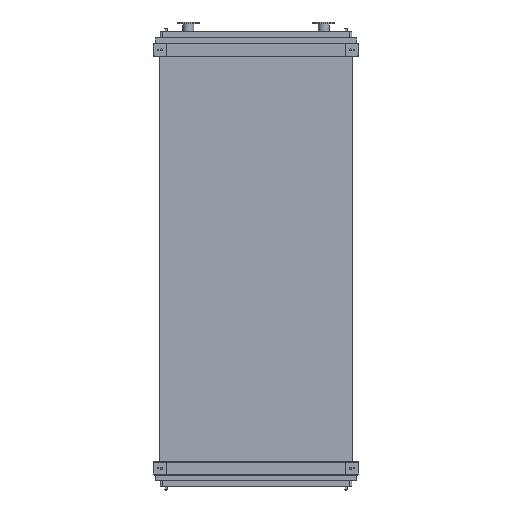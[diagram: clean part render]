
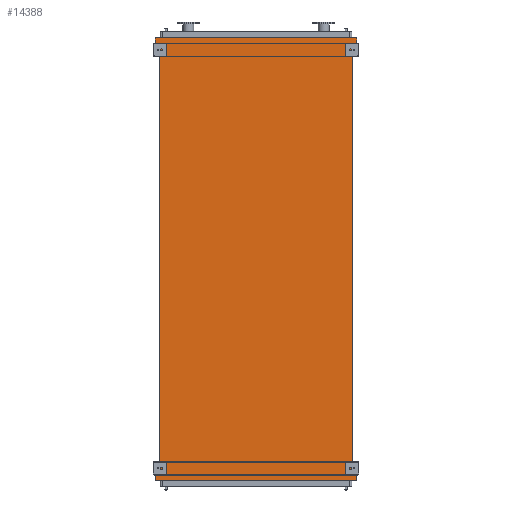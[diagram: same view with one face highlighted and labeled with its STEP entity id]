
A CAD part, front view. The second image highlights one B-rep face of the part: STEP entity #14388.
In plain terms, the highlighted planar face has unit normal (0, -1, 0).
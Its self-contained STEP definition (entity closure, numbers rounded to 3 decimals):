
#79 = DIRECTION ( 'NONE',  ( -0.655, 0., -0.755 ) ) ;
#166 = DIRECTION ( 'NONE',  ( 0., 0., 1. ) ) ;
#698 = CARTESIAN_POINT ( 'NONE',  ( 965., 0., -4250. ) ) ;
#774 = EDGE_CURVE ( 'NONE', #14093, #22662, #19511, .T. ) ;
#828 = ORIENTED_EDGE ( 'NONE', *, *, #16846, .F. ) ;
#1028 = VERTEX_POINT ( 'NONE', #2442 ) ;
#1064 = VECTOR ( 'NONE', #9549, 1000. ) ;
#1285 = CARTESIAN_POINT ( 'NONE',  ( -1011., 0., 95. ) ) ;
#1450 = VERTEX_POINT ( 'NONE', #6048 ) ;
#1497 = AXIS2_PLACEMENT_3D ( 'NONE', #7069, #22312, #10980 ) ;
#1570 = CARTESIAN_POINT ( 'NONE',  ( 1011., 0., 53. ) ) ;
#1690 = LINE ( 'NONE', #22816, #1064 ) ;
#1750 = ORIENTED_EDGE ( 'NONE', *, *, #2120, .F. ) ;
#1861 = CARTESIAN_POINT ( 'NONE',  ( -1011., 0., 53. ) ) ;
#1878 = VECTOR ( 'NONE', #7532, 1000. ) ;
#2012 = CARTESIAN_POINT ( 'NONE',  ( -965., 0., -4250. ) ) ;
#2120 = EDGE_CURVE ( 'NONE', #14976, #22161, #1690, .T. ) ;
#2210 = VERTEX_POINT ( 'NONE', #2012 ) ;
#2282 = VECTOR ( 'NONE', #13571, 1000. ) ;
#2431 = CARTESIAN_POINT ( 'NONE',  ( 965., 0., 0. ) ) ;
#2442 = CARTESIAN_POINT ( 'NONE',  ( -1011., 0., -4303. ) ) ;
#2566 = VECTOR ( 'NONE', #79, 1000. ) ;
#3121 = CARTESIAN_POINT ( 'NONE',  ( -1011., 0., 53. ) ) ;
#3406 = EDGE_CURVE ( 'NONE', #22161, #11071, #22879, .T. ) ;
#3481 = LINE ( 'NONE', #11612, #2282 ) ;
#3888 = CARTESIAN_POINT ( 'NONE',  ( 1011., 0., 53. ) ) ;
#4050 = CARTESIAN_POINT ( 'NONE',  ( 965., 0., -4250. ) ) ;
#4480 = LINE ( 'NONE', #9202, #8413 ) ;
#4712 = CARTESIAN_POINT ( 'NONE',  ( -965., 0., 0. ) ) ;
#5833 = VERTEX_POINT ( 'NONE', #14679 ) ;
#6048 = CARTESIAN_POINT ( 'NONE',  ( 1011., 0., -4345. ) ) ;
#6318 = ORIENTED_EDGE ( 'NONE', *, *, #3406, .F. ) ;
#6910 = ORIENTED_EDGE ( 'NONE', *, *, #7152, .F. ) ;
#7069 = CARTESIAN_POINT ( 'NONE',  ( -965., 0., -4250. ) ) ;
#7152 = EDGE_CURVE ( 'NONE', #22662, #14976, #4480, .T. ) ;
#7331 = DIRECTION ( 'NONE',  ( 1., 0., 0. ) ) ;
#7532 = DIRECTION ( 'NONE',  ( -1., 0., 0. ) ) ;
#7535 = CARTESIAN_POINT ( 'NONE',  ( 1011., 0., 95. ) ) ;
#7891 = LINE ( 'NONE', #24187, #13036 ) ;
#8104 = VERTEX_POINT ( 'NONE', #21876 ) ;
#8413 = VECTOR ( 'NONE', #7331, 1000. ) ;
#8609 = EDGE_CURVE ( 'NONE', #12441, #11071, #8934, .T. ) ;
#8746 = ORIENTED_EDGE ( 'NONE', *, *, #19652, .F. ) ;
#8934 = LINE ( 'NONE', #4050, #23481 ) ;
#9168 = VECTOR ( 'NONE', #10779, 1000. ) ;
#9202 = CARTESIAN_POINT ( 'NONE',  ( -1011., 0., 95. ) ) ;
#9549 = DIRECTION ( 'NONE',  ( 0., 0., -1. ) ) ;
#9672 = DIRECTION ( 'NONE',  ( 0., 0., 1. ) ) ;
#10049 = LINE ( 'NONE', #4712, #24504 ) ;
#10573 = FACE_OUTER_BOUND ( 'NONE', #20804, .T. ) ;
#10586 = ORIENTED_EDGE ( 'NONE', *, *, #19329, .F. ) ;
#10779 = DIRECTION ( 'NONE',  ( 0.655, 0., 0.755 ) ) ;
#10980 = DIRECTION ( 'NONE',  ( 0., 0., -1. ) ) ;
#11071 = VERTEX_POINT ( 'NONE', #2431 ) ;
#11582 = LINE ( 'NONE', #19006, #1878 ) ;
#11612 = CARTESIAN_POINT ( 'NONE',  ( 965., 0., -4250. ) ) ;
#12441 = VERTEX_POINT ( 'NONE', #698 ) ;
#12671 = ORIENTED_EDGE ( 'NONE', *, *, #24316, .F. ) ;
#12840 = CARTESIAN_POINT ( 'NONE',  ( 1011., 0., -4303. ) ) ;
#13036 = VECTOR ( 'NONE', #14877, 1000. ) ;
#13571 = DIRECTION ( 'NONE',  ( 0.655, 0., -0.755 ) ) ;
#14076 = CARTESIAN_POINT ( 'NONE',  ( -965., 0., -4250. ) ) ;
#14093 = VERTEX_POINT ( 'NONE', #3121 ) ;
#14388 = ADVANCED_FACE ( 'NONE', ( #10573 ), #20420, .T. ) ;
#14679 = CARTESIAN_POINT ( 'NONE',  ( 1011., 0., -4303. ) ) ;
#14877 = DIRECTION ( 'NONE',  ( 0., 0., 1. ) ) ;
#14918 = LINE ( 'NONE', #20230, #9168 ) ;
#14976 = VERTEX_POINT ( 'NONE', #7535 ) ;
#15104 = ORIENTED_EDGE ( 'NONE', *, *, #20558, .F. ) ;
#15196 = VECTOR ( 'NONE', #16011, 1000. ) ;
#15626 = CARTESIAN_POINT ( 'NONE',  ( -965., 0., 0. ) ) ;
#15722 = ORIENTED_EDGE ( 'NONE', *, *, #18096, .F. ) ;
#16011 = DIRECTION ( 'NONE',  ( 0., 0., 1. ) ) ;
#16021 = ORIENTED_EDGE ( 'NONE', *, *, #8609, .T. ) ;
#16717 = DIRECTION ( 'NONE',  ( 0., 0., -1. ) ) ;
#16846 = EDGE_CURVE ( 'NONE', #12441, #5833, #3481, .T. ) ;
#17170 = ORIENTED_EDGE ( 'NONE', *, *, #774, .F. ) ;
#18096 = EDGE_CURVE ( 'NONE', #5833, #1450, #21678, .T. ) ;
#18918 = ORIENTED_EDGE ( 'NONE', *, *, #23081, .F. ) ;
#19006 = CARTESIAN_POINT ( 'NONE',  ( 1011., 0., -4345. ) ) ;
#19329 = EDGE_CURVE ( 'NONE', #1450, #8104, #11582, .T. ) ;
#19511 = LINE ( 'NONE', #1861, #20082 ) ;
#19652 = EDGE_CURVE ( 'NONE', #2210, #20824, #20172, .T. ) ;
#20082 = VECTOR ( 'NONE', #9672, 1000. ) ;
#20172 = LINE ( 'NONE', #14076, #15196 ) ;
#20230 = CARTESIAN_POINT ( 'NONE',  ( -1011., 0., -4303. ) ) ;
#20420 = PLANE ( 'NONE',  #1497 ) ;
#20558 = EDGE_CURVE ( 'NONE', #8104, #1028, #7891, .T. ) ;
#20804 = EDGE_LOOP ( 'NONE', ( #16021, #6318, #1750, #6910, #17170, #12671, #8746, #18918, #15104, #10586, #15722, #828 ) ) ;
#20824 = VERTEX_POINT ( 'NONE', #15626 ) ;
#21678 = LINE ( 'NONE', #12840, #22253 ) ;
#21876 = CARTESIAN_POINT ( 'NONE',  ( -1011., 0., -4345. ) ) ;
#22062 = DIRECTION ( 'NONE',  ( -0.655, 0., 0.755 ) ) ;
#22161 = VERTEX_POINT ( 'NONE', #1570 ) ;
#22253 = VECTOR ( 'NONE', #16717, 1000. ) ;
#22312 = DIRECTION ( 'NONE',  ( 0., -1., 0. ) ) ;
#22662 = VERTEX_POINT ( 'NONE', #1285 ) ;
#22816 = CARTESIAN_POINT ( 'NONE',  ( 1011., 0., 95. ) ) ;
#22879 = LINE ( 'NONE', #3888, #2566 ) ;
#23081 = EDGE_CURVE ( 'NONE', #1028, #2210, #14918, .T. ) ;
#23481 = VECTOR ( 'NONE', #166, 1000. ) ;
#24187 = CARTESIAN_POINT ( 'NONE',  ( -1011., 0., -4345. ) ) ;
#24316 = EDGE_CURVE ( 'NONE', #20824, #14093, #10049, .T. ) ;
#24504 = VECTOR ( 'NONE', #22062, 1000. ) ;
